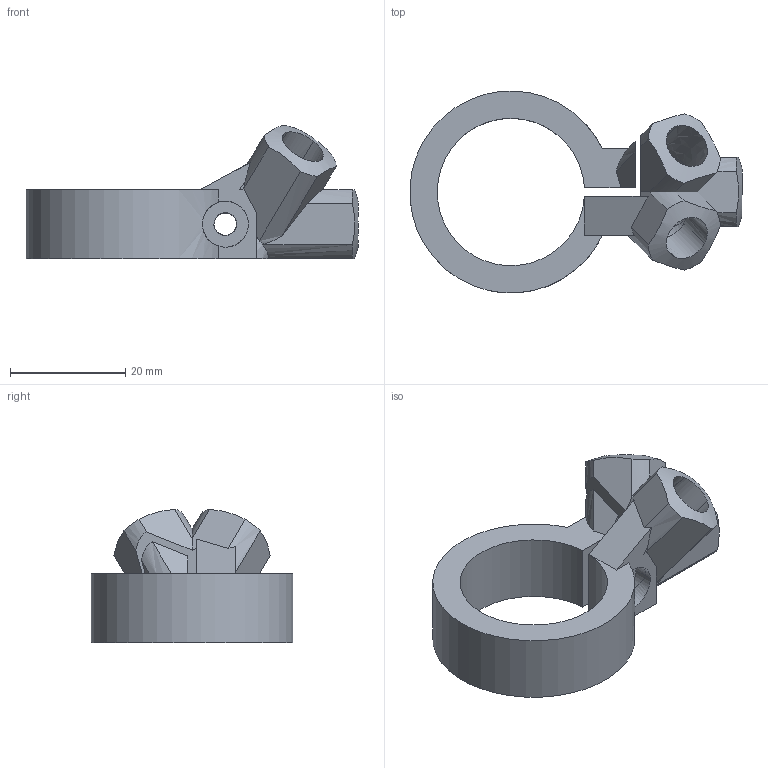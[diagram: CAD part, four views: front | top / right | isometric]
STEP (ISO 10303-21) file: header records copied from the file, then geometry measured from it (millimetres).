
FILE_DESCRIPTION(/* description */ (''),/* implementation_level */ '2;1');
FILE_NAME(/* name */ 'HydrophoneClamp_H2s',/* time_stamp */ '2017-12-21T11:38:52+02:00',/* author */ (''),/* organization */ (''),/* preprocessor_version */ 'ST-DEVELOPER v15',/* originating_system */ '',/* authorisation */ '');
FILE_SCHEMA (('AUTOMOTIVE_DESIGN'));
Length unit declared in the file: millimetre
Products named in the file (1): Document
Bounding box: 57.57 x 35 x 23.14 mm (x, y, z)
Volume: 9404.5 mm3; surface area: 6371.3 mm2
Topology: 1 solids, 1 shells, 101 faces, 285 edges, 188 vertices
Faces by surface type: bspline 66, plane 35
Entity records: 4350 total; most frequent: CARTESIAN_POINT 2660, ORIENTED_EDGE 570, EDGE_CURVE 285, B_SPLINE_CURVE_WITH_KNOTS 202, VERTEX_POINT 188, EDGE_LOOP 107, ADVANCED_FACE 101, FACE_OUTER_BOUND 101
